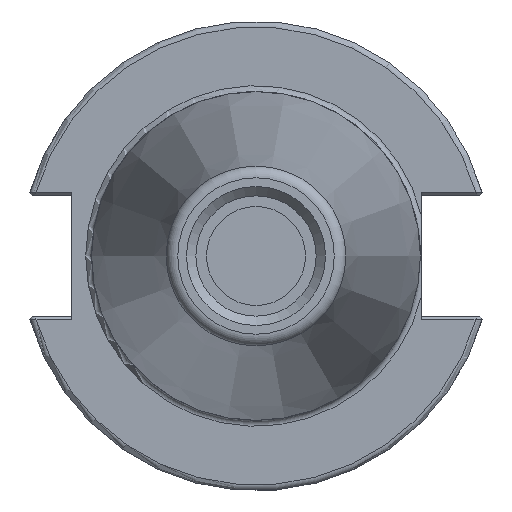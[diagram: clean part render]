
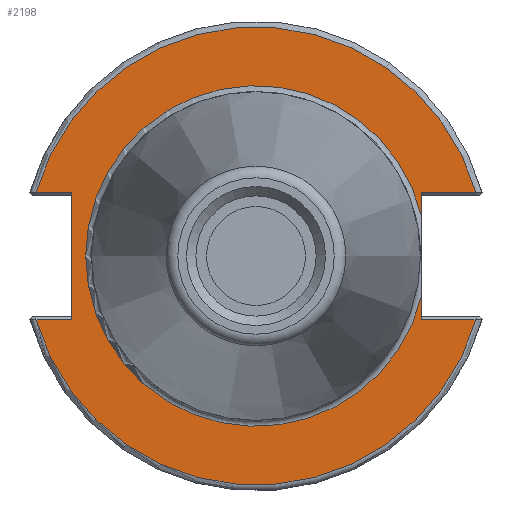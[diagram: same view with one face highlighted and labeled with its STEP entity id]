
A CAD part, left-side view. The second image highlights one B-rep face of the part: STEP entity #2198.
In plain terms, the highlighted planar face has unit normal (-1, 0, 0).
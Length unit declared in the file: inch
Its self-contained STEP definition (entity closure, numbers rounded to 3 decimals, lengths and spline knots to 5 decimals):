
#137=LINE('',#2935,#279);
#152=LINE('',#3015,#294);
#154=LINE('',#3036,#296);
#163=LINE('',#3052,#305);
#167=LINE('',#3082,#309);
#168=LINE('',#3085,#310);
#169=LINE('',#3088,#311);
#279=VECTOR('',#2490,0.67625);
#294=VECTOR('',#2513,0.19091);
#296=VECTOR('',#2523,0.12159);
#305=VECTOR('',#2532,0.12159);
#309=VECTOR('',#2568,0.29091);
#310=VECTOR('',#2571,0.19091);
#311=VECTOR('',#2574,0.29091);
#431=PLANE('',#2348);
#582=FACE_OUTER_BOUND('',#725,.T.);
#725=EDGE_LOOP('',(#1497,#1498,#1499,#1500,#1501,#1502,#1503,#1504,#1505,
#1506));
#855=CIRCLE('',#2331,0.90625);
#864=CIRCLE('',#2349,1.21875);
#865=CIRCLE('',#2350,1.21875);
#904=VERTEX_POINT('',#2933);
#905=VERTEX_POINT('',#2934);
#924=VERTEX_POINT('',#3014);
#926=VERTEX_POINT('',#3020);
#927=VERTEX_POINT('',#3021);
#928=VERTEX_POINT('',#3035);
#935=VERTEX_POINT('',#3050);
#945=VERTEX_POINT('',#3081);
#946=VERTEX_POINT('',#3084);
#947=VERTEX_POINT('',#3086);
#1112=EDGE_CURVE('',#904,#905,#137,.T.);
#1134=EDGE_CURVE('',#905,#924,#152,.T.);
#1138=EDGE_CURVE('',#927,#926,#855,.T.);
#1139=EDGE_CURVE('',#928,#926,#154,.T.);
#1148=EDGE_CURVE('',#927,#935,#163,.T.);
#1160=EDGE_CURVE('',#935,#945,#167,.T.);
#1161=EDGE_CURVE('',#924,#945,#864,.T.);
#1162=EDGE_CURVE('',#946,#904,#168,.T.);
#1163=EDGE_CURVE('',#947,#946,#865,.T.);
#1164=EDGE_CURVE('',#947,#928,#169,.T.);
#1497=ORIENTED_EDGE('',*,*,#1160,.T.);
#1498=ORIENTED_EDGE('',*,*,#1161,.F.);
#1499=ORIENTED_EDGE('',*,*,#1134,.F.);
#1500=ORIENTED_EDGE('',*,*,#1112,.F.);
#1501=ORIENTED_EDGE('',*,*,#1162,.F.);
#1502=ORIENTED_EDGE('',*,*,#1163,.F.);
#1503=ORIENTED_EDGE('',*,*,#1164,.T.);
#1504=ORIENTED_EDGE('',*,*,#1139,.T.);
#1505=ORIENTED_EDGE('',*,*,#1138,.F.);
#1506=ORIENTED_EDGE('',*,*,#1148,.T.);
#2198=ADVANCED_FACE('',(#582),#431,.T.);
#2331=AXIS2_PLACEMENT_3D('',#3033,#2519,#2520);
#2348=AXIS2_PLACEMENT_3D('',#3080,#2566,#2567);
#2349=AXIS2_PLACEMENT_3D('',#3083,#2569,#2570);
#2350=AXIS2_PLACEMENT_3D('',#3087,#2572,#2573);
#2490=DIRECTION('',(0.,0.,1.));
#2513=DIRECTION('',(0.,1.,0.));
#2519=DIRECTION('center_axis',(-1.,0.,0.));
#2520=DIRECTION('ref_axis',(0.,1.,0.));
#2523=DIRECTION('',(0.,0.,1.));
#2532=DIRECTION('',(0.,0.,1.));
#2566=DIRECTION('center_axis',(-1.,0.,0.));
#2567=DIRECTION('ref_axis',(0.,0.,1.));
#2568=DIRECTION('',(0.,-1.,0.));
#2569=DIRECTION('center_axis',(1.,0.,0.));
#2570=DIRECTION('ref_axis',(0.,0.,
1.));
#2571=DIRECTION('',(0.,-1.,0.));
#2572=DIRECTION('center_axis',(1.,0.,0.));
#2573=DIRECTION('ref_axis',(0.,0.,-1.));
#2574=DIRECTION('',(0.,1.,0.));
#2933=CARTESIAN_POINT('',(2.815,0.98,-0.33813));
#2934=CARTESIAN_POINT('',(2.815,0.98,0.33813));
#2935=CARTESIAN_POINT('',(2.815,0.98,-0.33813));
#3014=CARTESIAN_POINT('',(2.815,1.17091,0.33813));
#3015=CARTESIAN_POINT('',(2.815,0.0275,0.33813));
#3020=CARTESIAN_POINT('',(2.815,-0.88,-0.21654));
#3021=CARTESIAN_POINT('',(2.815,-0.88,0.21654));
#3033=CARTESIAN_POINT('Origin',(2.815,0.,0.));
#3035=CARTESIAN_POINT('',(2.815,-0.88,-0.33813));
#3036=CARTESIAN_POINT('',(2.815,-0.88,0.));
#3050=CARTESIAN_POINT('',(2.815,-0.88,0.33813));
#3052=CARTESIAN_POINT('',(2.815,-0.88,0.));
#3080=CARTESIAN_POINT('Origin',(2.815,-0.875,0.));
#3081=CARTESIAN_POINT('',(2.815,-1.17091,0.33813));
#3082=CARTESIAN_POINT('',(2.815,-0.9025,0.33813));
#3083=CARTESIAN_POINT('Origin',(2.815,0.,0.));
#3084=CARTESIAN_POINT('',(2.815,1.17091,-0.33813));
#3085=CARTESIAN_POINT('',(2.815,0.2775,-0.33813));
#3086=CARTESIAN_POINT('',(2.815,-1.17091,-0.33813));
#3087=CARTESIAN_POINT('Origin',(2.815,0.,0.));
#3088=CARTESIAN_POINT('',(2.815,-0.9025,-0.33813));
